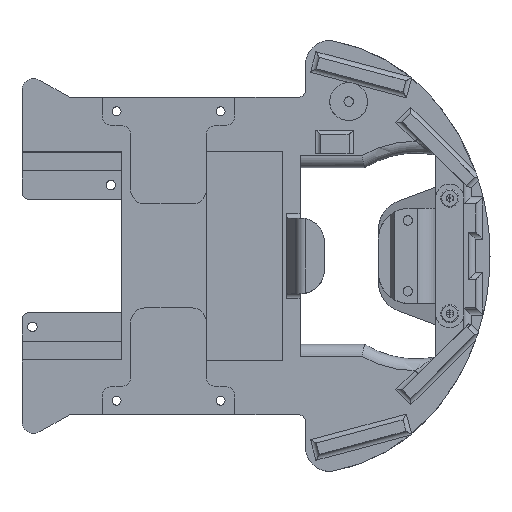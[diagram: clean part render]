
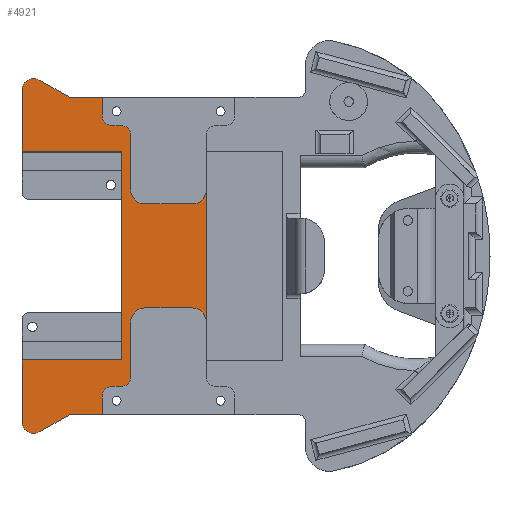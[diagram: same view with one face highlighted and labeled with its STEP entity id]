
A CAD part, top view. The second image highlights one B-rep face of the part: STEP entity #4921.
In plain terms, the highlighted planar face has unit normal (0, 0, 1).
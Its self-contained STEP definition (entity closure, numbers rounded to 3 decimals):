
#366=PLANE('',#5362);
#597=FACE_OUTER_BOUND('',#905,.T.);
#905=EDGE_LOOP('',(#4072,#4073,#4074,#4075,#4076,#4077,#4078,#4079,#4080,
#4081,#4082,#4083,#4084,#4085,#4086,#4087,#4088,#4089,#4090,#4091,#4092,
#4093,#4094,#4095,#4096,#4097,#4098,#4099));
#1269=LINE('',#8021,#1713);
#1317=LINE('',#8248,#1761);
#1340=LINE('',#8306,#1784);
#1342=LINE('',#8310,#1786);
#1343=LINE('',#8312,#1787);
#1344=LINE('',#8317,#1788);
#1345=LINE('',#8319,#1789);
#1346=LINE('',#8321,#1790);
#1347=LINE('',#8325,#1791);
#1348=LINE('',#8329,#1792);
#1349=LINE('',#8333,#1793);
#1350=LINE('',#8337,#1794);
#1351=LINE('',#8341,#1795);
#1352=LINE('',#8345,#1796);
#1353=LINE('',#8349,#1797);
#1354=LINE('',#8353,#1798);
#1355=LINE('',#8355,#1799);
#1356=LINE('',#8357,#1800);
#1713=VECTOR('',#6180,10.);
#1761=VECTOR('',#6376,10.);
#1784=VECTOR('',#6439,10.);
#1786=VECTOR('',#6445,10.);
#1787=VECTOR('',#6448,10.);
#1788=VECTOR('',#6453,10.);
#1789=VECTOR('',#6454,10.);
#1790=VECTOR('',#6455,10.);
#1791=VECTOR('',#6458,10.);
#1792=VECTOR('',#6461,10.);
#1793=VECTOR('',#6464,10.);
#1794=VECTOR('',#6467,10.);
#1795=VECTOR('',#6470,10.);
#1796=VECTOR('',#6473,10.);
#1797=VECTOR('',#6476,10.);
#1798=VECTOR('',#6479,10.);
#1799=VECTOR('',#6480,10.);
#1800=VECTOR('',#6481,10.);
#2047=CIRCLE('',#5363,2.5);
#2048=CIRCLE('',#5364,2.);
#2049=CIRCLE('',#5365,2.);
#2050=CIRCLE('',#5366,3.);
#2051=CIRCLE('',#5367,3.);
#2052=CIRCLE('',#5368,3.);
#2053=CIRCLE('',#5369,3.);
#2054=CIRCLE('',#5370,2.);
#2055=CIRCLE('',#5371,2.);
#2056=CIRCLE('',#5372,2.5);
#2384=VERTEX_POINT('',#8018);
#2385=VERTEX_POINT('',#8020);
#2427=VERTEX_POINT('',#8245);
#2428=VERTEX_POINT('',#8247);
#2442=VERTEX_POINT('',#8303);
#2443=VERTEX_POINT('',#8305);
#2444=VERTEX_POINT('',#8314);
#2445=VERTEX_POINT('',#8316);
#2446=VERTEX_POINT('',#8318);
#2447=VERTEX_POINT('',#8320);
#2448=VERTEX_POINT('',#8322);
#2449=VERTEX_POINT('',#8324);
#2450=VERTEX_POINT('',#8326);
#2451=VERTEX_POINT('',#8328);
#2452=VERTEX_POINT('',#8330);
#2453=VERTEX_POINT('',#8332);
#2454=VERTEX_POINT('',#8334);
#2455=VERTEX_POINT('',#8336);
#2456=VERTEX_POINT('',#8338);
#2457=VERTEX_POINT('',#8340);
#2458=VERTEX_POINT('',#8342);
#2459=VERTEX_POINT('',#8344);
#2460=VERTEX_POINT('',#8346);
#2461=VERTEX_POINT('',#8348);
#2462=VERTEX_POINT('',#8350);
#2463=VERTEX_POINT('',#8352);
#2464=VERTEX_POINT('',#8354);
#2465=VERTEX_POINT('',#8356);
#2924=EDGE_CURVE('',#2385,#2384,#1269,.T.);
#3010=EDGE_CURVE('',#2428,#2427,#1317,.T.);
#3038=EDGE_CURVE('',#2443,#2442,#1340,.T.);
#3040=EDGE_CURVE('',#2442,#2428,#1342,.T.);
#3041=EDGE_CURVE('',#2384,#2443,#1343,.T.);
#3042=EDGE_CURVE('',#2444,#2427,#2047,.T.);
#3043=EDGE_CURVE('',#2444,#2445,#1344,.T.);
#3044=EDGE_CURVE('',#2445,#2446,#1345,.T.);
#3045=EDGE_CURVE('',#2446,#2447,#1346,.T.);
#3046=EDGE_CURVE('',#2448,#2447,#2048,.F.);
#3047=EDGE_CURVE('',#2448,#2449,#1347,.T.);
#3048=EDGE_CURVE('',#2449,#2450,#2049,.T.);
#3049=EDGE_CURVE('',#2450,#2451,#1348,.T.);
#3050=EDGE_CURVE('',#2452,#2451,#2050,.F.);
#3051=EDGE_CURVE('',#2452,#2453,#1349,.T.);
#3052=EDGE_CURVE('',#2454,#2453,#2051,.F.);
#3053=EDGE_CURVE('',#2454,#2455,#1350,.T.);
#3054=EDGE_CURVE('',#2456,#2455,#2052,.F.);
#3055=EDGE_CURVE('',#2456,#2457,#1351,.T.);
#3056=EDGE_CURVE('',#2458,#2457,#2053,.F.);
#3057=EDGE_CURVE('',#2458,#2459,#1352,.T.);
#3058=EDGE_CURVE('',#2459,#2460,#2054,.T.);
#3059=EDGE_CURVE('',#2460,#2461,#1353,.T.);
#3060=EDGE_CURVE('',#2462,#2461,#2055,.F.);
#3061=EDGE_CURVE('',#2462,#2463,#1354,.T.);
#3062=EDGE_CURVE('',#2463,#2464,#1355,.T.);
#3063=EDGE_CURVE('',#2464,#2465,#1356,.T.);
#3064=EDGE_CURVE('',#2385,#2465,#2056,.T.);
#4072=ORIENTED_EDGE('',*,*,#3041,.T.);
#4073=ORIENTED_EDGE('',*,*,#3038,.T.);
#4074=ORIENTED_EDGE('',*,*,#3040,.T.);
#4075=ORIENTED_EDGE('',*,*,#3010,.T.);
#4076=ORIENTED_EDGE('',*,*,#3042,.F.);
#4077=ORIENTED_EDGE('',*,*,#3043,.T.);
#4078=ORIENTED_EDGE('',*,*,#3044,.T.);
#4079=ORIENTED_EDGE('',*,*,#3045,.T.);
#4080=ORIENTED_EDGE('',*,*,#3046,.F.);
#4081=ORIENTED_EDGE('',*,*,#3047,.T.);
#4082=ORIENTED_EDGE('',*,*,#3048,.T.);
#4083=ORIENTED_EDGE('',*,*,#3049,.T.);
#4084=ORIENTED_EDGE('',*,*,#3050,.F.);
#4085=ORIENTED_EDGE('',*,*,#3051,.T.);
#4086=ORIENTED_EDGE('',*,*,#3052,.F.);
#4087=ORIENTED_EDGE('',*,*,#3053,.T.);
#4088=ORIENTED_EDGE('',*,*,#3054,.F.);
#4089=ORIENTED_EDGE('',*,*,#3055,.T.);
#4090=ORIENTED_EDGE('',*,*,#3056,.F.);
#4091=ORIENTED_EDGE('',*,*,#3057,.T.);
#4092=ORIENTED_EDGE('',*,*,#3058,.T.);
#4093=ORIENTED_EDGE('',*,*,#3059,.T.);
#4094=ORIENTED_EDGE('',*,*,#3060,.F.);
#4095=ORIENTED_EDGE('',*,*,#3061,.T.);
#4096=ORIENTED_EDGE('',*,*,#3062,.T.);
#4097=ORIENTED_EDGE('',*,*,#3063,.T.);
#4098=ORIENTED_EDGE('',*,*,#3064,.F.);
#4099=ORIENTED_EDGE('',*,*,#2924,.T.);
#4921=ADVANCED_FACE('',(#597),#366,.T.);
#5362=AXIS2_PLACEMENT_3D('',#8313,#6449,#6450);
#5363=AXIS2_PLACEMENT_3D('',#8315,#6451,#6452);
#5364=AXIS2_PLACEMENT_3D('',#8323,#6456,#6457);
#5365=AXIS2_PLACEMENT_3D('',#8327,#6459,#6460);
#5366=AXIS2_PLACEMENT_3D('',#8331,#6462,#6463);
#5367=AXIS2_PLACEMENT_3D('',#8335,#6465,#6466);
#5368=AXIS2_PLACEMENT_3D('',#8339,#6468,#6469);
#5369=AXIS2_PLACEMENT_3D('',#8343,#6471,#6472);
#5370=AXIS2_PLACEMENT_3D('',#8347,#6474,#6475);
#5371=AXIS2_PLACEMENT_3D('',#8351,#6477,#6478);
#5372=AXIS2_PLACEMENT_3D('',#8358,#6482,#6483);
#6180=DIRECTION('',(0.,-1.,0.));
#6376=DIRECTION('',(0.,-1.,0.));
#6439=DIRECTION('',(0.,-1.,0.));
#6445=DIRECTION('',(-1.,0.,0.));
#6448=DIRECTION('',(1.,0.,0.));
#6449=DIRECTION('center_axis',(0.,0.,1.));
#6450=DIRECTION('ref_axis',(-1.,0.,0.));
#6451=DIRECTION('center_axis',(0.,0.,-1.));
#6452=DIRECTION('ref_axis',(-0.5,-0.866,0.));
#6453=DIRECTION('',(0.866,0.5,0.));
#6454=DIRECTION('',(1.,0.,0.));
#6455=DIRECTION('',(0.,1.,0.));
#6456=DIRECTION('center_axis',(0.,0.,-1.));
#6457=DIRECTION('ref_axis',(-0.707,0.707,0.));
#6458=DIRECTION('',(1.,0.,0.));
#6459=DIRECTION('center_axis',(0.,0.,1.));
#6460=DIRECTION('ref_axis',(0.707,-0.707,0.));
#6461=DIRECTION('',(0.,1.,0.));
#6462=DIRECTION('center_axis',(0.,0.,-1.));
#6463=DIRECTION('ref_axis',(-0.707,0.707,0.));
#6464=DIRECTION('',(1.,0.,0.));
#6465=DIRECTION('center_axis',(0.,0.,-1.));
#6466=DIRECTION('ref_axis',(0.707,0.707,0.));
#6467=DIRECTION('',(0.,1.,0.));
#6468=DIRECTION('center_axis',(0.,0.,-1.));
#6469=DIRECTION('ref_axis',(0.707,-0.707,0.));
#6470=DIRECTION('',(-1.,0.,0.));
#6471=DIRECTION('center_axis',(0.,0.,-1.));
#6472=DIRECTION('ref_axis',(-0.707,-0.707,0.));
#6473=DIRECTION('',(0.,1.,0.));
#6474=DIRECTION('center_axis',(0.,0.,1.));
#6475=DIRECTION('ref_axis',(0.707,0.707,0.));
#6476=DIRECTION('',(-1.,0.,0.));
#6477=DIRECTION('center_axis',(0.,0.,-1.));
#6478=DIRECTION('ref_axis',(-0.707,-0.707,0.));
#6479=DIRECTION('',(0.,1.,0.));
#6480=DIRECTION('',(-1.,0.,0.));
#6481=DIRECTION('',(-0.866,0.5,0.));
#6482=DIRECTION('center_axis',(0.,0.,-1.));
#6483=DIRECTION('ref_axis',(-0.5,0.866,0.));
#8018=CARTESIAN_POINT('',(-22.827,10.288,4.));
#8020=CARTESIAN_POINT('',(-22.827,23.332,4.));
#8021=CARTESIAN_POINT('',(-22.827,-57.712,4.));
#8245=CARTESIAN_POINT('',(-22.827,-46.755,4.));
#8247=CARTESIAN_POINT('',(-22.827,-33.712,4.));
#8248=CARTESIAN_POINT('',(-22.827,-57.712,4.));
#8303=CARTESIAN_POINT('',(-1.827,-33.712,4.));
#8305=CARTESIAN_POINT('',(-1.827,10.288,4.));
#8306=CARTESIAN_POINT('',(-1.827,-0.712,4.));
#8310=CARTESIAN_POINT('',(11.423,-33.712,4.));
#8312=CARTESIAN_POINT('',(0.923,10.288,4.));
#8313=CARTESIAN_POINT('Origin',(24.673,-11.712,4.));
#8314=CARTESIAN_POINT('',(-19.077,-48.92,4.));
#8315=CARTESIAN_POINT('Origin',(-20.327,-46.755,4.));
#8316=CARTESIAN_POINT('',(-12.827,-45.312,4.));
#8317=CARTESIAN_POINT('',(-12.827,-45.312,4.));
#8318=CARTESIAN_POINT('',(-5.827,-45.312,4.));
#8319=CARTESIAN_POINT('',(37.173,-45.312,4.));
#8320=CARTESIAN_POINT('',(-5.827,-41.312,4.));
#8321=CARTESIAN_POINT('',(-5.827,-25.512,4.));
#8322=CARTESIAN_POINT('',(-3.827,-39.312,4.));
#8323=CARTESIAN_POINT('Origin',(-3.827,-41.312,4.));
#8324=CARTESIAN_POINT('',(-1.827,-39.312,4.));
#8325=CARTESIAN_POINT('',(12.423,-39.312,4.));
#8326=CARTESIAN_POINT('',(0.173,-37.312,4.));
#8327=CARTESIAN_POINT('Origin',(-1.827,-37.312,4.));
#8328=CARTESIAN_POINT('',(0.173,-25.712,4.));
#8329=CARTESIAN_POINT('',(0.173,-17.212,4.));
#8330=CARTESIAN_POINT('',(3.173,-22.712,4.));
#8331=CARTESIAN_POINT('Origin',(3.173,-25.712,4.));
#8332=CARTESIAN_POINT('',(13.173,-22.712,4.));
#8333=CARTESIAN_POINT('',(20.423,-22.712,4.));
#8334=CARTESIAN_POINT('',(16.173,-25.712,4.));
#8335=CARTESIAN_POINT('Origin',(13.173,-25.712,4.));
#8336=CARTESIAN_POINT('',(16.173,2.288,4.));
#8337=CARTESIAN_POINT('',(16.173,-22.812,4.));
#8338=CARTESIAN_POINT('',(13.173,-0.712,4.));
#8339=CARTESIAN_POINT('Origin',(13.173,2.288,4.));
#8340=CARTESIAN_POINT('',(3.173,-0.712,4.));
#8341=CARTESIAN_POINT('',(12.423,-0.712,4.));
#8342=CARTESIAN_POINT('',(0.173,2.288,4.));
#8343=CARTESIAN_POINT('Origin',(3.173,2.288,4.));
#8344=CARTESIAN_POINT('',(0.173,13.888,4.));
#8345=CARTESIAN_POINT('',(0.173,2.088,4.));
#8346=CARTESIAN_POINT('',(-1.827,15.888,4.));
#8347=CARTESIAN_POINT('Origin',(-1.827,13.888,4.));
#8348=CARTESIAN_POINT('',(-3.827,15.888,4.));
#8349=CARTESIAN_POINT('',(9.423,15.888,4.));
#8350=CARTESIAN_POINT('',(-5.827,17.888,4.));
#8351=CARTESIAN_POINT('Origin',(-3.827,17.888,4.));
#8352=CARTESIAN_POINT('',(-5.827,21.888,4.));
#8353=CARTESIAN_POINT('',(-5.827,5.088,4.));
#8354=CARTESIAN_POINT('',(-12.827,21.888,4.));
#8355=CARTESIAN_POINT('',(12.173,21.888,4.));
#8356=CARTESIAN_POINT('',(-19.077,25.497,4.));
#8357=CARTESIAN_POINT('',(-12.827,21.888,4.));
#8358=CARTESIAN_POINT('Origin',(-20.327,23.332,4.));
